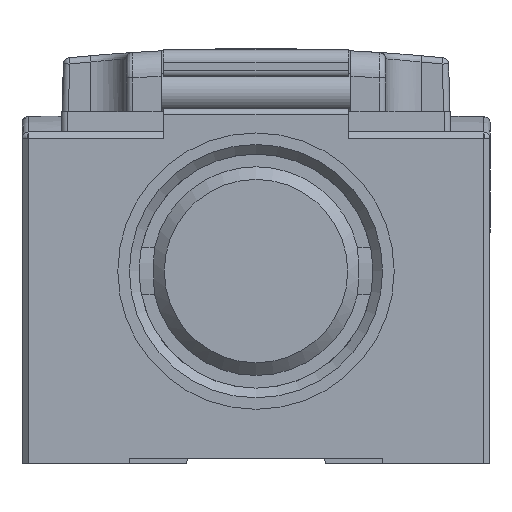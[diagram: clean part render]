
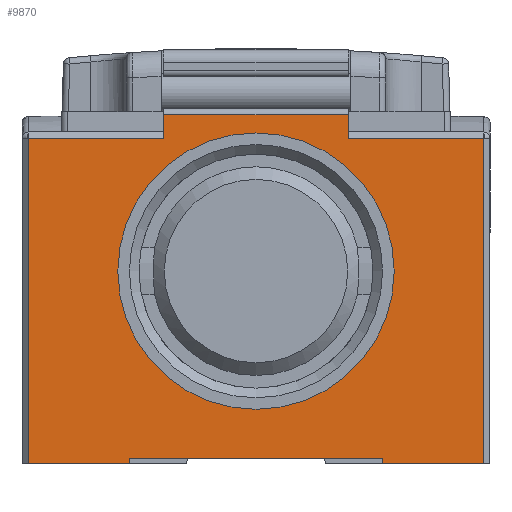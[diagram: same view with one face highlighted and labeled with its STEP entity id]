
A CAD part, front view. The second image highlights one B-rep face of the part: STEP entity #9870.
In plain terms, the highlighted planar face has unit normal (0, -1, 0).
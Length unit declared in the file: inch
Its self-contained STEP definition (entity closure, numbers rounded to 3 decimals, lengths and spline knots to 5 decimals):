
#263 = EDGE_CURVE ( 'NONE', #17272, #9207, #7836, .T. ) ;
#1175 = VECTOR ( 'NONE', #17511, 39.37008 ) ;
#1814 = CARTESIAN_POINT ( 'NONE',  ( -0.70866, -3.54331, 0. ) ) ;
#2055 = EDGE_CURVE ( 'NONE', #11352, #14358, #12824, .T. ) ;
#2243 = VECTOR ( 'NONE', #5253, 39.37008 ) ;
#2304 = VERTEX_POINT ( 'NONE', #5404 ) ;
#2781 = DIRECTION ( 'NONE',  ( 0., 0., -1. ) ) ;
#3289 = CARTESIAN_POINT ( 'NONE',  ( 0.6063, -3.54331, 0.99606 ) ) ;
#3923 = CIRCLE ( 'NONE', #10662, 0.43012 ) ;
#3986 = ORIENTED_EDGE ( 'NONE', *, *, #17048, .T. ) ;
#4003 = CARTESIAN_POINT ( 'NONE',  ( 0.2874, -3.54331, 0.99606 ) ) ;
#4086 = ORIENTED_EDGE ( 'NONE', *, *, #9244, .T. ) ;
#4100 = EDGE_CURVE ( 'NONE', #13635, #9678, #13724, .T. ) ;
#4639 = CARTESIAN_POINT ( 'NONE',  ( -0.2874, -3.54331, 0. ) ) ;
#4733 = DIRECTION ( 'NONE',  ( 0., 0., 1. ) ) ;
#4772 = VECTOR ( 'NONE', #5208, 39.37008 ) ;
#4844 = CARTESIAN_POINT ( 'NONE',  ( -0.3937, -3.54331, 0. ) ) ;
#4936 = CARTESIAN_POINT ( 'NONE',  ( 0.2874, -3.54331, 0. ) ) ;
#5052 = ORIENTED_EDGE ( 'NONE', *, *, #9717, .T. ) ;
#5208 = DIRECTION ( 'NONE',  ( 1., 0., 0. ) ) ;
#5253 = DIRECTION ( 'NONE',  ( 0., 0., 1. ) ) ;
#5365 = CARTESIAN_POINT ( 'NONE',  ( 0., -3.54331, 0.15256 ) ) ;
#5392 = LINE ( 'NONE', #18549, #4772 ) ;
#5404 = CARTESIAN_POINT ( 'NONE',  ( 0.3937, -3.54331, 0. ) ) ;
#5618 = LINE ( 'NONE', #8505, #16459 ) ;
#5631 = EDGE_CURVE ( 'NONE', #13373, #14787, #18090, .T. ) ;
#5641 = VERTEX_POINT ( 'NONE', #5365 ) ;
#5743 = EDGE_CURVE ( 'NONE', #14787, #11352, #13577, .T. ) ;
#5745 = DIRECTION ( 'NONE',  ( 0., 1., 0. ) ) ;
#6117 = CARTESIAN_POINT ( 'NONE',  ( 0.2874, -3.54331, 1.0689 ) ) ;
#6224 = CARTESIAN_POINT ( 'NONE',  ( 0.3937, -3.54331, -0.01575 ) ) ;
#6226 = DIRECTION ( 'NONE',  ( 0., 0., -1. ) ) ;
#6312 = ORIENTED_EDGE ( 'NONE', *, *, #17702, .T. ) ;
#6676 = DIRECTION ( 'NONE',  ( -1., 0., 0. ) ) ;
#6742 = VECTOR ( 'NONE', #17889, 39.37008 ) ;
#6982 = CARTESIAN_POINT ( 'NONE',  ( 0.70866, -3.54331, 0.99606 ) ) ;
#7382 = CARTESIAN_POINT ( 'NONE',  ( 0.70866, -3.54331, 0. ) ) ;
#7408 = ORIENTED_EDGE ( 'NONE', *, *, #2055, .T. ) ;
#7468 = ORIENTED_EDGE ( 'NONE', *, *, #5743, .T. ) ;
#7470 = CARTESIAN_POINT ( 'NONE',  ( -0.2874, -3.54331, 0.99606 ) ) ;
#7471 = LINE ( 'NONE', #16209, #18672 ) ;
#7578 = CARTESIAN_POINT ( 'NONE',  ( 0.6063, -3.54331, 0. ) ) ;
#7836 = LINE ( 'NONE', #13699, #2243 ) ;
#8192 = CARTESIAN_POINT ( 'NONE',  ( -0.3937, -3.54331, -0.01575 ) ) ;
#8200 = VECTOR ( 'NONE', #10705, 39.37008 ) ;
#8347 = LINE ( 'NONE', #9792, #11018 ) ;
#8505 = CARTESIAN_POINT ( 'NONE',  ( 0.6063, -3.54331, 0.99606 ) ) ;
#8545 = ORIENTED_EDGE ( 'NONE', *, *, #5631, .T. ) ;
#8640 = EDGE_CURVE ( 'NONE', #14190, #2304, #8347, .T. ) ;
#8837 = FACE_BOUND ( 'NONE', #11485, .T. ) ;
#8847 = ORIENTED_EDGE ( 'NONE', *, *, #263, .T. ) ;
#8918 = DIRECTION ( 'NONE',  ( 1., 0., 0. ) ) ;
#9023 = ORIENTED_EDGE ( 'NONE', *, *, #4100, .T. ) ;
#9207 = VERTEX_POINT ( 'NONE', #4844 ) ;
#9244 = EDGE_CURVE ( 'NONE', #9678, #17272, #12131, .T. ) ;
#9429 = CARTESIAN_POINT ( 'NONE',  ( -0.70866, -3.54331, -0.01575 ) ) ;
#9623 = VECTOR ( 'NONE', #6226, 39.37008 ) ;
#9678 = VERTEX_POINT ( 'NONE', #9429 ) ;
#9717 = EDGE_CURVE ( 'NONE', #9207, #2304, #5392, .T. ) ;
#9792 = CARTESIAN_POINT ( 'NONE',  ( 0.3937, -3.54331, 0. ) ) ;
#9870 = ADVANCED_FACE ( 'NONE', ( #17760, #8837 ), #10463, .T. ) ;
#9945 = DIRECTION ( 'NONE',  ( -1., 0., 0. ) ) ;
#10084 = VECTOR ( 'NONE', #13055, 39.37008 ) ;
#10463 = PLANE ( 'NONE',  #11832 ) ;
#10511 = CARTESIAN_POINT ( 'NONE',  ( 0.70866, -3.54331, -0.01575 ) ) ;
#10662 = AXIS2_PLACEMENT_3D ( 'NONE', #15580, #5745, #2781 ) ;
#10705 = DIRECTION ( 'NONE',  ( 1., 0., 0. ) ) ;
#11018 = VECTOR ( 'NONE', #15650, 39.37008 ) ;
#11096 = ORIENTED_EDGE ( 'NONE', *, *, #16104, .T. ) ;
#11352 = VERTEX_POINT ( 'NONE', #6117 ) ;
#11485 = EDGE_LOOP ( 'NONE', ( #11096 ) ) ;
#11701 = VERTEX_POINT ( 'NONE', #10511 ) ;
#11832 = AXIS2_PLACEMENT_3D ( 'NONE', #7578, #13440, #12080 ) ;
#12041 = ORIENTED_EDGE ( 'NONE', *, *, #17947, .T. ) ;
#12080 = DIRECTION ( 'NONE',  ( 0., 0., -1. ) ) ;
#12131 = LINE ( 'NONE', #17990, #8200 ) ;
#12824 = LINE ( 'NONE', #14458, #14525 ) ;
#13055 = DIRECTION ( 'NONE',  ( 0., 0., 1. ) ) ;
#13059 = VERTEX_POINT ( 'NONE', #7470 ) ;
#13336 = LINE ( 'NONE', #7382, #10084 ) ;
#13373 = VERTEX_POINT ( 'NONE', #6982 ) ;
#13440 = DIRECTION ( 'NONE',  ( 0., -1., 0. ) ) ;
#13577 = LINE ( 'NONE', #4936, #16533 ) ;
#13635 = VERTEX_POINT ( 'NONE', #15955 ) ;
#13699 = CARTESIAN_POINT ( 'NONE',  ( -0.3937, -3.54331, 0. ) ) ;
#13724 = LINE ( 'NONE', #1814, #9623 ) ;
#14190 = VERTEX_POINT ( 'NONE', #6224 ) ;
#14358 = VERTEX_POINT ( 'NONE', #14483 ) ;
#14458 = CARTESIAN_POINT ( 'NONE',  ( 0.6063, -3.54331, 1.0689 ) ) ;
#14483 = CARTESIAN_POINT ( 'NONE',  ( -0.2874, -3.54331, 1.0689 ) ) ;
#14523 = ORIENTED_EDGE ( 'NONE', *, *, #8640, .F. ) ;
#14525 = VECTOR ( 'NONE', #6676, 39.37008 ) ;
#14674 = ORIENTED_EDGE ( 'NONE', *, *, #17690, .T. ) ;
#14787 = VERTEX_POINT ( 'NONE', #4003 ) ;
#15462 = EDGE_LOOP ( 'NONE', ( #14523, #14674, #6312, #8545, #7468, #7408, #3986, #12041, #9023, #4086, #8847, #5052 ) ) ;
#15580 = CARTESIAN_POINT ( 'NONE',  ( 0., -3.54331, 0.58268 ) ) ;
#15650 = DIRECTION ( 'NONE',  ( 0., 0., 1. ) ) ;
#15955 = CARTESIAN_POINT ( 'NONE',  ( -0.70866, -3.54331, 0.99606 ) ) ;
#16104 = EDGE_CURVE ( 'NONE', #5641, #5641, #3923, .T. ) ;
#16209 = CARTESIAN_POINT ( 'NONE',  ( 0.6063, -3.54331, -0.01575 ) ) ;
#16459 = VECTOR ( 'NONE', #9945, 39.37008 ) ;
#16533 = VECTOR ( 'NONE', #4733, 39.37008 ) ;
#17048 = EDGE_CURVE ( 'NONE', #14358, #13059, #17798, .T. ) ;
#17272 = VERTEX_POINT ( 'NONE', #8192 ) ;
#17511 = DIRECTION ( 'NONE',  ( 0., 0., -1. ) ) ;
#17690 = EDGE_CURVE ( 'NONE', #14190, #11701, #7471, .T. ) ;
#17702 = EDGE_CURVE ( 'NONE', #11701, #13373, #13336, .T. ) ;
#17760 = FACE_OUTER_BOUND ( 'NONE', #15462, .T. ) ;
#17798 = LINE ( 'NONE', #4639, #1175 ) ;
#17889 = DIRECTION ( 'NONE',  ( -1., 0., 0. ) ) ;
#17947 = EDGE_CURVE ( 'NONE', #13059, #13635, #5618, .T. ) ;
#17990 = CARTESIAN_POINT ( 'NONE',  ( 0.6063, -3.54331, -0.01575 ) ) ;
#18090 = LINE ( 'NONE', #3289, #6742 ) ;
#18549 = CARTESIAN_POINT ( 'NONE',  ( 0., -3.54331, 0. ) ) ;
#18672 = VECTOR ( 'NONE', #8918, 39.37008 ) ;
